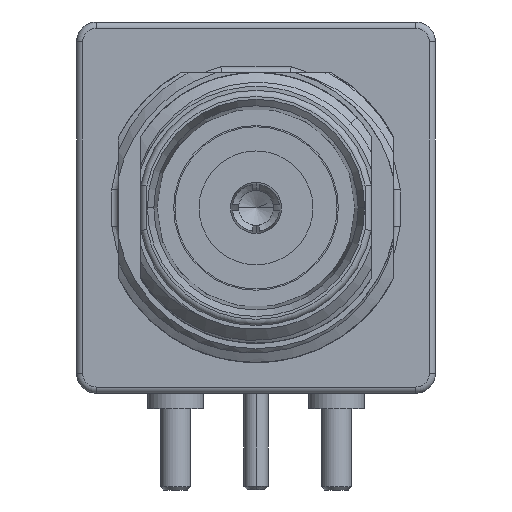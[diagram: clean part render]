
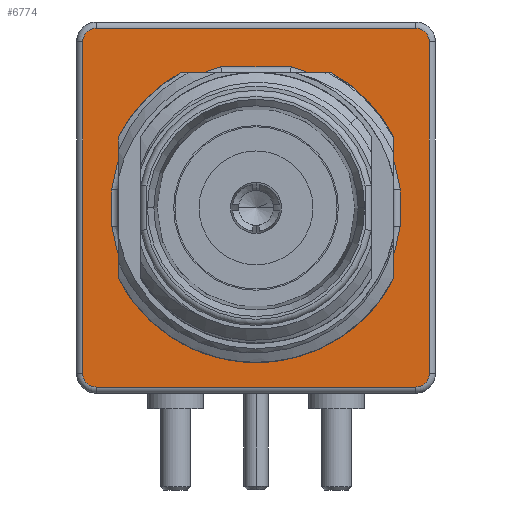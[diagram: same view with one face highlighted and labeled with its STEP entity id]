
A CAD part, left-side view. The second image highlights one B-rep face of the part: STEP entity #6774.
In plain terms, the highlighted planar face has unit normal (-1, 0, 0).
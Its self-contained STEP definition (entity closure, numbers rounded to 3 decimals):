
#243=CARTESIAN_POINT('',(21.133,0.,0.));
#244=DIRECTION('',(1.,0.,0.));
#245=DIRECTION('',(0.,0.991,0.13));
#246=AXIS2_PLACEMENT_3D('',#243,#244,#245);
#248=DIRECTION('',(0.,0.,-1.));
#249=VECTOR('',#248,1.554);
#250=CARTESIAN_POINT('',(21.133,5.918,0.777));
#251=LINE('',#250,#249);
#252=CARTESIAN_POINT('',(21.133,0.,0.));
#253=DIRECTION('',(1.,0.,0.));
#254=DIRECTION('',(0.,-0.991,-0.13));
#255=AXIS2_PLACEMENT_3D('',#252,#253,#254);
#257=DIRECTION('',(0.,0.,1.));
#258=VECTOR('',#257,1.554);
#259=CARTESIAN_POINT('',(21.133,-5.918,-0.777));
#260=LINE('',#259,#258);
#261=CARTESIAN_POINT('',(21.133,0.,0.));
#262=DIRECTION('',(1.,0.,0.));
#263=DIRECTION('',(0.,-0.242,0.97));
#264=AXIS2_PLACEMENT_3D('',#261,#262,#263);
#266=DIRECTION('',(0.,1.,0.));
#267=VECTOR('',#266,2.892);
#268=CARTESIAN_POINT('',(21.133,-1.446,5.791));
#269=LINE('',#268,#267);
#270=CARTESIAN_POINT('',(21.133,6.553,6.817));
#271=DIRECTION('',(1.,0.,0.));
#272=DIRECTION('',(0.,1.,0.));
#273=AXIS2_PLACEMENT_3D('',#270,#271,#272);
#275=DIRECTION('',(0.,-1.,0.));
#276=VECTOR('',#275,13.106);
#277=CARTESIAN_POINT('',(21.133,6.553,7.376));
#278=LINE('',#277,#276);
#279=CARTESIAN_POINT('',(21.133,-6.553,6.817));
#280=DIRECTION('',(1.,0.,0.));
#281=DIRECTION('',(0.,0.,1.));
#282=AXIS2_PLACEMENT_3D('',#279,#280,#281);
#284=DIRECTION('',(0.,0.,-1.));
#285=VECTOR('',#284,13.614);
#286=CARTESIAN_POINT('',(21.133,-7.112,6.817));
#287=LINE('',#286,#285);
#288=CARTESIAN_POINT('',(21.133,-6.553,-6.797));
#289=DIRECTION('',(1.,0.,0.));
#290=DIRECTION('',(0.,-1.,0.));
#291=AXIS2_PLACEMENT_3D('',#288,#289,#290);
#293=DIRECTION('',(0.,1.,0.));
#294=VECTOR('',#293,13.106);
#295=CARTESIAN_POINT('',(21.133,-6.553,-7.356));
#296=LINE('',#295,#294);
#297=CARTESIAN_POINT('',(21.133,6.553,-6.797));
#298=DIRECTION('',(1.,0.,0.));
#299=DIRECTION('',(0.,0.,-1.));
#300=AXIS2_PLACEMENT_3D('',#297,#298,#299);
#302=DIRECTION('',(0.,0.,1.));
#303=VECTOR('',#302,13.614);
#304=CARTESIAN_POINT('',(21.133,7.112,-6.797));
#305=LINE('',#304,#303);
#6018=CARTESIAN_POINT('',(21.133,5.918,0.777));
#6019=CARTESIAN_POINT('',(21.133,1.446,5.791));
#6020=VERTEX_POINT('',#6018);
#6021=VERTEX_POINT('',#6019);
#6028=CARTESIAN_POINT('',(21.133,5.918,-0.777));
#6029=VERTEX_POINT('',#6028);
#6032=CARTESIAN_POINT('',(21.133,-5.918,-0.777));
#6033=VERTEX_POINT('',#6032);
#6036=CARTESIAN_POINT('',(21.133,-5.918,0.777));
#6037=VERTEX_POINT('',#6036);
#6040=CARTESIAN_POINT('',(21.133,-1.446,5.791));
#6041=VERTEX_POINT('',#6040);
#6054=CARTESIAN_POINT('',(21.133,7.112,6.817));
#6055=CARTESIAN_POINT('',(21.133,6.553,7.376));
#6056=VERTEX_POINT('',#6054);
#6057=VERTEX_POINT('',#6055);
#6060=CARTESIAN_POINT('',(21.133,-6.553,7.376));
#6061=VERTEX_POINT('',#6060);
#6064=CARTESIAN_POINT('',(21.133,-7.112,6.817));
#6065=VERTEX_POINT('',#6064);
#6068=CARTESIAN_POINT('',(21.133,-7.112,-6.797));
#6069=VERTEX_POINT('',#6068);
#6072=CARTESIAN_POINT('',(21.133,-6.553,-7.356));
#6073=VERTEX_POINT('',#6072);
#6076=CARTESIAN_POINT('',(21.133,6.553,-7.356));
#6077=VERTEX_POINT('',#6076);
#6080=CARTESIAN_POINT('',(21.133,7.112,-6.797));
#6081=VERTEX_POINT('',#6080);
#6740=CARTESIAN_POINT('',(21.133,0.,0.));
#6741=DIRECTION('',(1.,0.,0.));
#6742=DIRECTION('',(0.,0.,1.));
#6743=AXIS2_PLACEMENT_3D('',#6740,#6741,#6742);
#6744=PLANE('',#6743);
#6746=ORIENTED_EDGE('',*,*,#6745,.T.);
#6748=ORIENTED_EDGE('',*,*,#6747,.T.);
#6750=ORIENTED_EDGE('',*,*,#6749,.T.);
#6752=ORIENTED_EDGE('',*,*,#6751,.T.);
#6754=ORIENTED_EDGE('',*,*,#6753,.T.);
#6756=ORIENTED_EDGE('',*,*,#6755,.T.);
#6758=ORIENTED_EDGE('',*,*,#6757,.T.);
#6760=ORIENTED_EDGE('',*,*,#6759,.T.);
#6761=EDGE_LOOP('',(#6746,#6748,#6750,#6752,#6754,#6756,#6758,#6760));
#6762=FACE_OUTER_BOUND('',#6761,.F.);
#6763=ORIENTED_EDGE('',*,*,#6730,.F.);
#6765=ORIENTED_EDGE('',*,*,#6764,.T.);
#6767=ORIENTED_EDGE('',*,*,#6766,.F.);
#6768=ORIENTED_EDGE('',*,*,#6658,.T.);
#6769=ORIENTED_EDGE('',*,*,#6674,.F.);
#6771=ORIENTED_EDGE('',*,*,#6770,.T.);
#6772=EDGE_LOOP('',(#6763,#6765,#6767,#6768,#6769,#6771));
#6773=FACE_BOUND('',#6772,.F.);
#247=CIRCLE('',#246,5.969);
#256=CIRCLE('',#255,5.969);
#265=CIRCLE('',#264,5.969);
#274=CIRCLE('',#273,0.559);
#283=CIRCLE('',#282,0.559);
#292=CIRCLE('',#291,0.559);
#301=CIRCLE('',#300,0.559);
#6658=EDGE_CURVE('',#6033,#6037,#260,.T.);
#6674=EDGE_CURVE('',#6041,#6037,#265,.T.);
#6730=EDGE_CURVE('',#6020,#6021,#247,.T.);
#6745=EDGE_CURVE('',#6056,#6057,#274,.T.);
#6747=EDGE_CURVE('',#6057,#6061,#278,.T.);
#6749=EDGE_CURVE('',#6061,#6065,#283,.T.);
#6751=EDGE_CURVE('',#6065,#6069,#287,.T.);
#6753=EDGE_CURVE('',#6069,#6073,#292,.T.);
#6755=EDGE_CURVE('',#6073,#6077,#296,.T.);
#6757=EDGE_CURVE('',#6077,#6081,#301,.T.);
#6759=EDGE_CURVE('',#6081,#6056,#305,.T.);
#6764=EDGE_CURVE('',#6020,#6029,#251,.T.);
#6766=EDGE_CURVE('',#6033,#6029,#256,.T.);
#6770=EDGE_CURVE('',#6041,#6021,#269,.T.);
#6774=ADVANCED_FACE('',(#6762,#6773),#6744,.F.);
